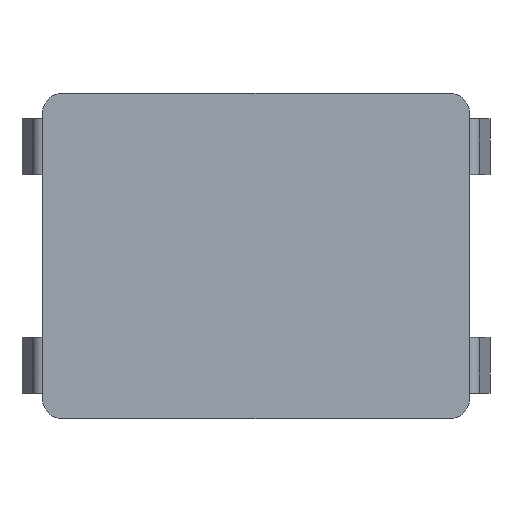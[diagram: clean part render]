
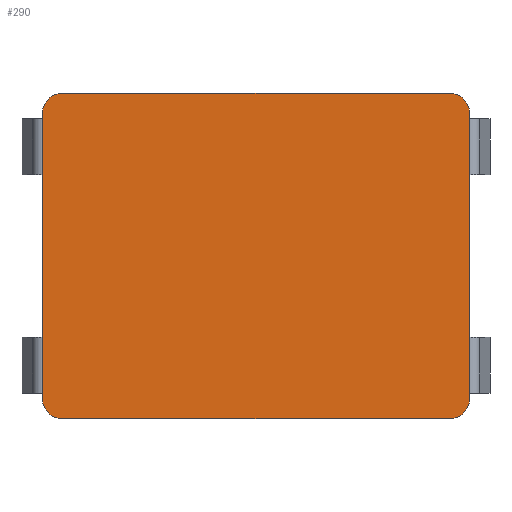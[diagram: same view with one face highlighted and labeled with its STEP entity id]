
A CAD part, front view. The second image highlights one B-rep face of the part: STEP entity #290.
In plain terms, the highlighted planar face has unit normal (0, -1, 0).
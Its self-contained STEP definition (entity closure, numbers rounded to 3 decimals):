
#63 = EDGE_CURVE('',#64,#66,#68,.T.);
#64 = VERTEX_POINT('',#65);
#65 = CARTESIAN_POINT('',(-1.9,0.,1.6));
#66 = VERTEX_POINT('',#67);
#67 = CARTESIAN_POINT('',(1.9,0.,1.6));
#68 = LINE('',#69,#70);
#69 = CARTESIAN_POINT('',(0.,0.,1.6));
#70 = VECTOR('',#71,1.);
#71 = DIRECTION('',(1.,0.,0.));
#178 = VERTEX_POINT('',#179);
#179 = CARTESIAN_POINT('',(2.1,0.,1.4));
#185 = EDGE_CURVE('',#178,#186,#188,.T.);
#186 = VERTEX_POINT('',#187);
#187 = CARTESIAN_POINT('',(2.1,0.,-1.4));
#188 = LINE('',#189,#190);
#189 = CARTESIAN_POINT('',(2.1,0.,0.));
#190 = VECTOR('',#191,1.);
#191 = DIRECTION('',(-0.,-0.,-1.));
#290 = ADVANCED_FACE('',(#291),#343,.F.);
#291 = FACE_BOUND('',#292,.T.);
#292 = EDGE_LOOP('',(#293,#294,#301,#302,#311,#319,#328,#336));
#293 = ORIENTED_EDGE('',*,*,#185,.F.);
#294 = ORIENTED_EDGE('',*,*,#295,.T.);
#295 = EDGE_CURVE('',#178,#66,#296,.T.);
#296 = CIRCLE('',#297,0.2);
#297 = AXIS2_PLACEMENT_3D('',#298,#299,#300);
#298 = CARTESIAN_POINT('',(1.9,0.,1.4));
#299 = DIRECTION('',(0.,-1.,0.));
#300 = DIRECTION('',(0.,0.,1.));
#301 = ORIENTED_EDGE('',*,*,#63,.F.);
#302 = ORIENTED_EDGE('',*,*,#303,.F.);
#303 = EDGE_CURVE('',#304,#64,#306,.T.);
#304 = VERTEX_POINT('',#305);
#305 = CARTESIAN_POINT('',(-2.1,0.,1.4));
#306 = CIRCLE('',#307,0.2);
#307 = AXIS2_PLACEMENT_3D('',#308,#309,#310);
#308 = CARTESIAN_POINT('',(-1.9,0.,1.4));
#309 = DIRECTION('',(0.,1.,0.));
#310 = DIRECTION('',(0.,-0.,1.));
#311 = ORIENTED_EDGE('',*,*,#312,.T.);
#312 = EDGE_CURVE('',#304,#313,#315,.T.);
#313 = VERTEX_POINT('',#314);
#314 = CARTESIAN_POINT('',(-2.1,0.,-1.4));
#315 = LINE('',#316,#317);
#316 = CARTESIAN_POINT('',(-2.1,0.,0.));
#317 = VECTOR('',#318,1.);
#318 = DIRECTION('',(0.,-0.,-1.));
#319 = ORIENTED_EDGE('',*,*,#320,.T.);
#320 = EDGE_CURVE('',#313,#321,#323,.T.);
#321 = VERTEX_POINT('',#322);
#322 = CARTESIAN_POINT('',(-1.9,0.,-1.6));
#323 = CIRCLE('',#324,0.2);
#324 = AXIS2_PLACEMENT_3D('',#325,#326,#327);
#325 = CARTESIAN_POINT('',(-1.9,0.,-1.4));
#326 = DIRECTION('',(0.,-1.,0.));
#327 = DIRECTION('',(0.,0.,-1.));
#328 = ORIENTED_EDGE('',*,*,#329,.T.);
#329 = EDGE_CURVE('',#321,#330,#332,.T.);
#330 = VERTEX_POINT('',#331);
#331 = CARTESIAN_POINT('',(1.9,0.,-1.6));
#332 = LINE('',#333,#334);
#333 = CARTESIAN_POINT('',(0.,0.,-1.6));
#334 = VECTOR('',#335,1.);
#335 = DIRECTION('',(1.,0.,0.));
#336 = ORIENTED_EDGE('',*,*,#337,.F.);
#337 = EDGE_CURVE('',#186,#330,#338,.T.);
#338 = CIRCLE('',#339,0.2);
#339 = AXIS2_PLACEMENT_3D('',#340,#341,#342);
#340 = CARTESIAN_POINT('',(1.9,0.,-1.4));
#341 = DIRECTION('',(0.,1.,0.));
#342 = DIRECTION('',(0.,0.,-1.));
#343 = PLANE('',#344);
#344 = AXIS2_PLACEMENT_3D('',#345,#346,#347);
#345 = CARTESIAN_POINT('',(0.,0.,0.));
#346 = DIRECTION('',(0.,1.,0.));
#347 = DIRECTION('',(0.,-0.,1.));
